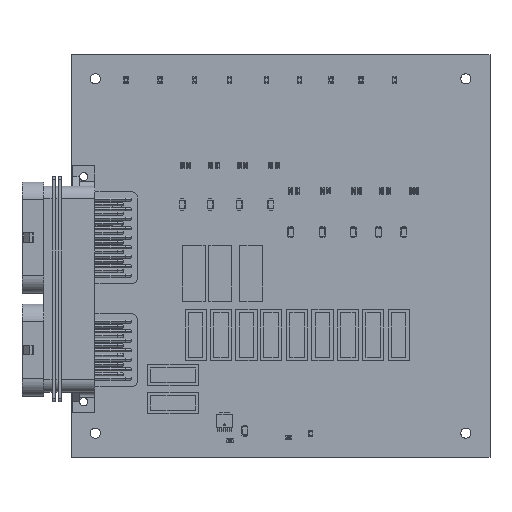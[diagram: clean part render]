
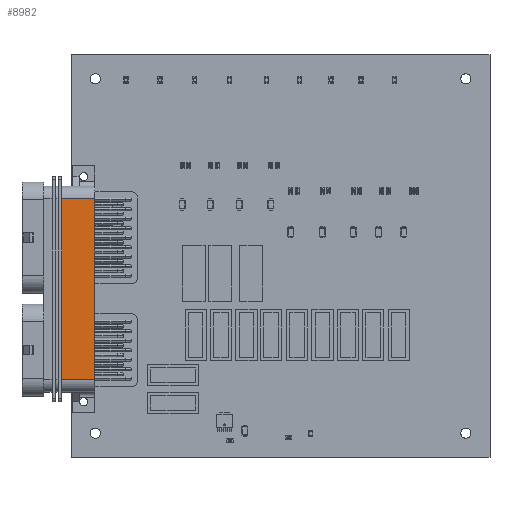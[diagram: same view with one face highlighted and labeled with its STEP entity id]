
A CAD part, top view. The second image highlights one B-rep face of the part: STEP entity #8982.
In plain terms, the highlighted face is planar.
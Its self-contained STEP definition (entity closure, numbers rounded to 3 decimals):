
#8931 = VERTEX_POINT('',#8932);
#8932 = CARTESIAN_POINT('',(25.5,10.7,-23.));
#8939 = EDGE_CURVE('',#8940,#8931,#8942,.T.);
#8940 = VERTEX_POINT('',#8941);
#8941 = CARTESIAN_POINT('',(25.5,10.7,-12.5));
#8942 = LINE('',#8943,#8944);
#8943 = CARTESIAN_POINT('',(25.5,10.7,-12.5));
#8944 = VECTOR('',#8945,1.);
#8945 = DIRECTION('',(0.,0.,-1.));
#8982 = ADVANCED_FACE('',(#8983),#9008,.T.);
#8983 = FACE_BOUND('',#8984,.F.);
#8984 = EDGE_LOOP('',(#8985,#8993,#9001,#9007));
#8985 = ORIENTED_EDGE('',*,*,#8986,.T.);
#8986 = EDGE_CURVE('',#8940,#8987,#8989,.T.);
#8987 = VERTEX_POINT('',#8988);
#8988 = CARTESIAN_POINT('',(-31.5,10.7,-12.5));
#8989 = LINE('',#8990,#8991);
#8990 = CARTESIAN_POINT('',(25.5,10.7,-12.5));
#8991 = VECTOR('',#8992,1.);
#8992 = DIRECTION('',(-1.,0.,0.));
#8993 = ORIENTED_EDGE('',*,*,#8994,.T.);
#8994 = EDGE_CURVE('',#8987,#8995,#8997,.T.);
#8995 = VERTEX_POINT('',#8996);
#8996 = CARTESIAN_POINT('',(-31.5,10.7,-23.));
#8997 = LINE('',#8998,#8999);
#8998 = CARTESIAN_POINT('',(-31.5,10.7,-12.5));
#8999 = VECTOR('',#9000,1.);
#9000 = DIRECTION('',(0.,0.,-1.));
#9001 = ORIENTED_EDGE('',*,*,#9002,.F.);
#9002 = EDGE_CURVE('',#8931,#8995,#9003,.T.);
#9003 = LINE('',#9004,#9005);
#9004 = CARTESIAN_POINT('',(25.5,10.7,-23.));
#9005 = VECTOR('',#9006,1.);
#9006 = DIRECTION('',(-1.,0.,0.));
#9007 = ORIENTED_EDGE('',*,*,#8939,.F.);
#9008 = PLANE('',#9009);
#9009 = AXIS2_PLACEMENT_3D('',#9010,#9011,#9012);
#9010 = CARTESIAN_POINT('',(25.5,10.7,0.));
#9011 = DIRECTION('',(0.,1.,0.));
#9012 = DIRECTION('',(-1.,0.,0.));
